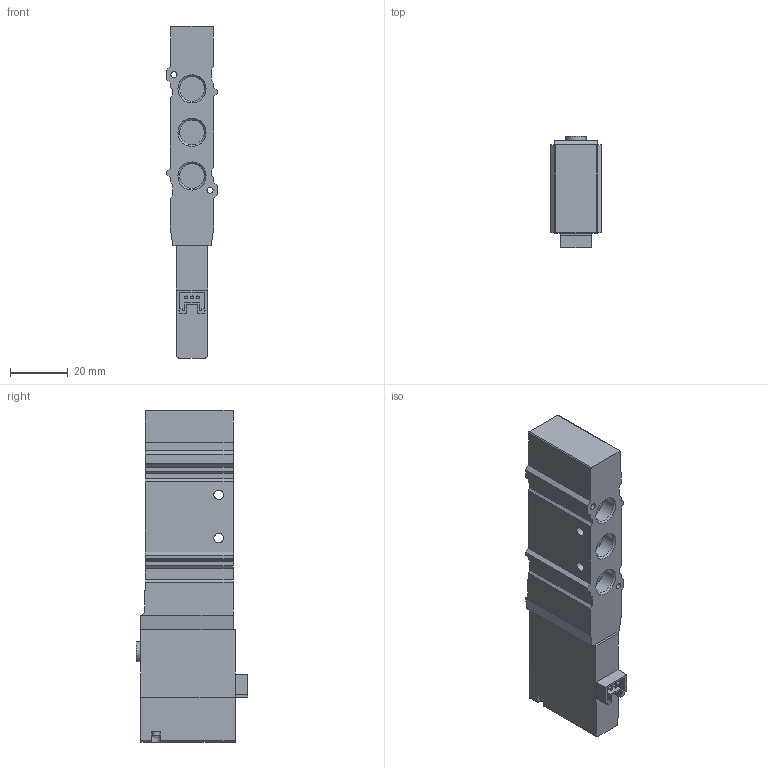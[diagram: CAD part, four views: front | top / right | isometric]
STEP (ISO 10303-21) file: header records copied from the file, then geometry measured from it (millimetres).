
FILE_DESCRIPTION( ( 'STEP AP214' ), '1' );
FILE_NAME( 'SV-06_5221.stp', '2022-04-19T08:27:39', ( 'License CC BY-ND 4.0' ), ( 'CADENAS' ), ' ', 'PARTsolutions', ' ' );
FILE_SCHEMA( ( 'AUTOMOTIVE_DESIGN { 1 0 10303 214 1 1 1 1 }' ) );
Length unit declared in the file: millimetre
Products named in the file (1): _SV-06_5221
Bounding box: 17.6 x 38.5 x 115.1 mm (x, y, z)
Volume: 46714.6 mm3; surface area: 13447.9 mm2
Topology: 1 solids, 1 shells, 138 faces, 363 edges, 239 vertices
Faces by surface type: plane 103, cylinder 23, cone 10, bspline 2
Full cylindrical faces by diameter (mm): 1 x3, 2.1 x2, 3.3 x2, 7 x1, 8.566 x5
Entity records: 5235 total; most frequent: CARTESIAN_POINT 807, DIRECTION 659, ORIENTED_EDGE 658, EDGE_CURVE 329, LINE 259, VECTOR 259, VERTEX_POINT 230, AXIS2_PLACEMENT_3D 200
